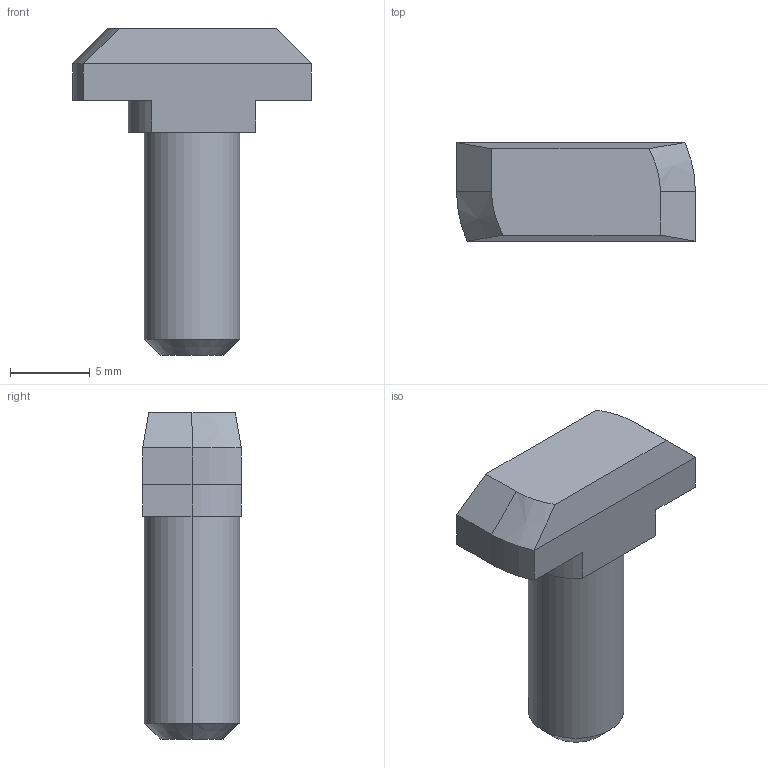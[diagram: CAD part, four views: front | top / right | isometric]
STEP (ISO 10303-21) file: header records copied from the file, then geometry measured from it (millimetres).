
FILE_DESCRIPTION(('STEP AP214'),'1');
FILE_NAME('cctmp_AD5C5F32-0842-4B37-AD79-8B646D79A428_2020_1_10_11_40_5_562..stp','2020-01-10T10:40:05',('Bosch Rexroth AG'),('CADClick - www.CADClick.com'),'Spatial InterOp 3D',' ','unknown authorization - (Healing Option Enabled)');
FILE_SCHEMA(('AUTOMOTIVE_DESIGN'));
Length unit declared in the file: millimetre
Products named in the file (1): 2020_01_10__11-40-05-562
Bounding box: 15 x 6.2 x 20.5 mm (x, y, z)
Volume: 853.3 mm3; surface area: 637.9 mm2
Topology: 1 solids, 1 shells, 26 faces, 61 edges, 38 vertices
Faces by surface type: plane 15, cylinder 7, cone 4
Entity records: 969 total; most frequent: DIRECTION 131, CARTESIAN_POINT 130, ORIENTED_EDGE 122, EDGE_CURVE 61, AXIS2_PLACEMENT_3D 45, LINE 41, VECTOR 41, VERTEX_POINT 38
